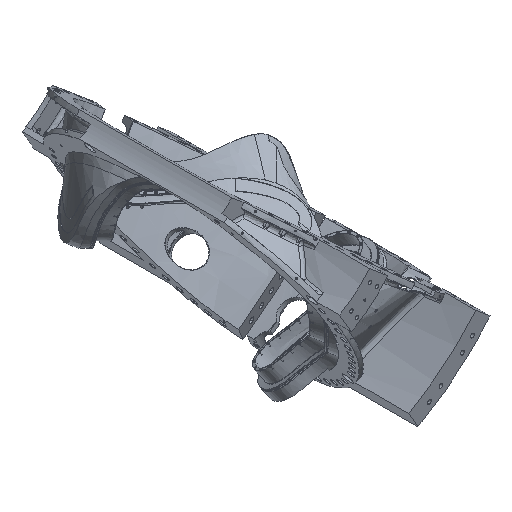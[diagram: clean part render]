
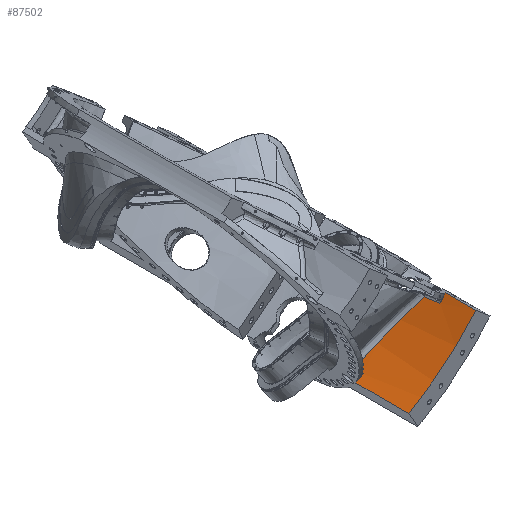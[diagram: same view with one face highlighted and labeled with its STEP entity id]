
A CAD part, isometric view. The second image highlights one B-rep face of the part: STEP entity #87502.
In plain terms, the highlighted cylindrical face has radius 1930.4 mm (diameter 3860.8 mm), a partial arc.
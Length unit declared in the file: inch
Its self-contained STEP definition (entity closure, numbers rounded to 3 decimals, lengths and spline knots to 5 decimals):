
#49636=CARTESIAN_POINT('Vertex',(38.28868,-47.1875,-65.81793)) ;
#49639=CARTESIAN_POINT('Line Origine',(38.28868,-39.3228,-65.81793)) ;
#49643=CARTESIAN_POINT('Vertex',(38.28868,-31.4581,-65.81793)) ;
#87144=CARTESIAN_POINT('Vertex',(58.22713,-47.1875,-49.18471)) ;
#87148=CARTESIAN_POINT('Control Point',(58.22713,-47.1875,-49.18471)) ;
#87149=CARTESIAN_POINT('Control Point',(54.99146,-47.1875,-52.99625)) ;
#87150=CARTESIAN_POINT('Control Point',(51.44237,-47.1875,-56.54171)) ;
#87151=CARTESIAN_POINT('Control Point',(47.60897,-47.1875,-59.78675)) ;
#87152=CARTESIAN_POINT('Control Point',(43.34742,-47.1875,-62.82943)) ;
#87153=CARTESIAN_POINT('Control Point',(38.85633,-47.1875,-65.48746)) ;
#87154=CARTESIAN_POINT('Control Point',(38.66751,-47.1875,-65.5983)) ;
#87155=CARTESIAN_POINT('Control Point',(38.47829,-47.1875,-65.70846)) ;
#87156=CARTESIAN_POINT('Control Point',(38.28868,-47.1875,-65.81793)) ;
#87407=CARTESIAN_POINT('Axis2P3D Location',(0.28868,-50.,0.)) ;
#87413=CARTESIAN_POINT('Control Point',(40.71215,-28.63854,-64.35793)) ;
#87414=CARTESIAN_POINT('Control Point',(40.68934,-28.87372,-64.37226)) ;
#87415=CARTESIAN_POINT('Control Point',(40.66657,-29.10791,-64.38654)) ;
#87416=CARTESIAN_POINT('Control Point',(40.64385,-29.34115,-64.40079)) ;
#87417=CARTESIAN_POINT('Control Point',(40.58765,-29.91662,-64.43598)) ;
#87418=CARTESIAN_POINT('Control Point',(40.53162,-30.48668,-64.47098)) ;
#87419=CARTESIAN_POINT('Control Point',(40.4989,-30.81808,-64.4914)) ;
#87420=CARTESIAN_POINT('Control Point',(40.46562,-31.15411,-64.51213)) ;
#87421=CARTESIAN_POINT('Control Point',(40.43248,-31.48783,-64.53274)) ;
#87422=CARTESIAN_POINT('Vertex',(40.71215,-28.63854,-64.35792)) ;
#87424=CARTESIAN_POINT('Vertex',(40.43248,-31.48783,-64.53274)) ;
#87428=CARTESIAN_POINT('Control Point',(40.43248,-31.48783,-64.53274)) ;
#87429=CARTESIAN_POINT('Control Point',(39.90245,-31.47299,-64.86246)) ;
#87430=CARTESIAN_POINT('Control Point',(39.36823,-31.46307,-65.18673)) ;
#87431=CARTESIAN_POINT('Control Point',(38.83018,-31.4581,-65.50529)) ;
#87432=CARTESIAN_POINT('Control Point',(38.28868,-31.4581,-65.81793)) ;
#87434=CARTESIAN_POINT('Line Origine',(58.22713,-50.,-49.18471)) ;
#87438=CARTESIAN_POINT('Vertex',(58.22713,-38.14605,-49.18471)) ;
#87442=CARTESIAN_POINT('Control Point',(58.22713,-38.14605,-49.18471)) ;
#87443=CARTESIAN_POINT('Control Point',(58.07966,-38.14702,-49.35842)) ;
#87444=CARTESIAN_POINT('Control Point',(57.93152,-38.14862,-49.53161)) ;
#87445=CARTESIAN_POINT('Control Point',(57.78271,-38.15085,-49.70427)) ;
#87446=CARTESIAN_POINT('Control Point',(57.54362,-38.15544,-49.97957)) ;
#87447=CARTESIAN_POINT('Control Point',(57.30284,-38.16165,-50.25349)) ;
#87448=CARTESIAN_POINT('Control Point',(57.21242,-38.1642,-50.35589)) ;
#87449=CARTESIAN_POINT('Control Point',(57.03114,-38.16975,-50.56026)) ;
#87450=CARTESIAN_POINT('Control Point',(56.84881,-38.17621,-50.76396)) ;
#87451=CARTESIAN_POINT('Control Point',(56.75732,-38.17967,-50.8657)) ;
#87452=CARTESIAN_POINT('Control Point',(56.66562,-38.18336,-50.96724)) ;
#87453=CARTESIAN_POINT('Control Point',(56.57367,-38.18727,-51.06857)) ;
#87454=CARTESIAN_POINT('Vertex',(56.57367,-38.18727,-51.06857)) ;
#87458=CARTESIAN_POINT('Control Point',(56.57367,-38.18727,-51.06857)) ;
#87459=CARTESIAN_POINT('Control Point',(56.48956,-37.11774,-51.16128)) ;
#87460=CARTESIAN_POINT('Control Point',(56.40666,-36.04442,-51.25223)) ;
#87461=CARTESIAN_POINT('Control Point',(56.32422,-34.96801,-51.34231)) ;
#87462=CARTESIAN_POINT('Control Point',(56.24344,-33.88772,-51.43018)) ;
#87463=CARTESIAN_POINT('Vertex',(56.24367,-33.88763,-51.42993)) ;
#87467=CARTESIAN_POINT('Control Point',(56.24344,-33.88772,-51.43018)) ;
#87468=CARTESIAN_POINT('Control Point',(55.57827,-33.48926,-52.15388)) ;
#87469=CARTESIAN_POINT('Control Point',(54.90009,-33.10752,-52.86824)) ;
#87470=CARTESIAN_POINT('Control Point',(54.20961,-32.74306,-53.57232)) ;
#87471=CARTESIAN_POINT('Control Point',(53.35935,-32.32334,-54.41158)) ;
#87472=CARTESIAN_POINT('Control Point',(52.49377,-31.93111,-55.23308)) ;
#87473=CARTESIAN_POINT('Control Point',(52.34154,-31.86319,-55.37657)) ;
#87474=CARTESIAN_POINT('Control Point',(51.63341,-31.55212,-56.03946)) ;
#87475=CARTESIAN_POINT('Control Point',(50.91467,-31.25901,-56.69109)) ;
#87476=CARTESIAN_POINT('Control Point',(50.34307,-31.0396,-57.19644)) ;
#87477=CARTESIAN_POINT('Control Point',(49.55079,-30.75371,-57.87937)) ;
#87478=CARTESIAN_POINT('Control Point',(48.74292,-30.48621,-58.55173)) ;
#87479=CARTESIAN_POINT('Control Point',(48.52468,-30.41564,-58.73166)) ;
#87480=CARTESIAN_POINT('Control Point',(47.75763,-30.17346,-59.35806)) ;
#87481=CARTESIAN_POINT('Control Point',(46.97642,-29.94717,-59.97511)) ;
#87482=CARTESIAN_POINT('Control Point',(46.41131,-29.79358,-60.41084)) ;
#87483=CARTESIAN_POINT('Control Point',(45.55196,-29.57485,-61.05746)) ;
#87484=CARTESIAN_POINT('Control Point',(44.67566,-29.37349,-61.69272)) ;
#87485=CARTESIAN_POINT('Control Point',(44.38047,-29.30802,-61.90405)) ;
#87486=CARTESIAN_POINT('Control Point',(43.48761,-29.11696,-62.5352)) ;
#87487=CARTESIAN_POINT('Control Point',(42.57807,-28.94297,-63.15394)) ;
#87488=CARTESIAN_POINT('Control Point',(41.96304,-28.83419,-63.56153)) ;
#87489=CARTESIAN_POINT('Control Point',(41.34104,-28.73277,-63.96292)) ;
#87490=CARTESIAN_POINT('Control Point',(40.71215,-28.63854,-64.35793)) ;
#49640=DIRECTION('Vector Direction',(0.,0.039,0.)) ;
#87408=DIRECTION('Axis2P3D Direction',(0.,0.039,0.)) ;
#87409=DIRECTION('Axis2P3D XDirection',(0.,0.,0.039)) ;
#87435=DIRECTION('Vector Direction',(0.,0.039,0.)) ;
#87410=AXIS2_PLACEMENT_3D('Cylinder Axis2P3D',#87407,#87408,#87409) ;
#87493=ORIENTED_EDGE('',*,*,#87426,.T.) ;
#87494=ORIENTED_EDGE('',*,*,#87433,.T.) ;
#87495=ORIENTED_EDGE('',*,*,#49645,.F.) ;
#87496=ORIENTED_EDGE('',*,*,#87157,.F.) ;
#87497=ORIENTED_EDGE('',*,*,#87440,.T.) ;
#87498=ORIENTED_EDGE('',*,*,#87456,.T.) ;
#87499=ORIENTED_EDGE('',*,*,#87465,.T.) ;
#87500=ORIENTED_EDGE('',*,*,#87491,.T.) ;
#49641=VECTOR('Line Direction',#49640,0.03937) ;
#87436=VECTOR('Line Direction',#87435,0.03937) ;
#87502=ADVANCED_FACE('',(#87501),#87411,.F.) ;
#87147=B_SPLINE_CURVE_WITH_KNOTS('',5,(#87148,#87149,#87150,#87151,#87152,#87153,#87154,#87155,#87156),.UNSPECIFIED.,.F.,.U.,(6,3,6),(0.,897.9772,937.30109),.UNSPECIFIED.) ;
#87412=B_SPLINE_CURVE_WITH_KNOTS('',5,(#87413,#87414,#87415,#87416,#87417,#87418,#87419,#87420,#87421),.UNSPECIFIED.,.F.,.U.,(6,3,6),(0.,41.69568,103.28622),.UNSPECIFIED.) ;
#87427=B_SPLINE_CURVE_WITH_KNOTS('',4,(#87428,#87429,#87430,#87431,#87432),.UNSPECIFIED.,.F.,.U.,(5,5),(0.,89.79819),.UNSPECIFIED.) ;
#87441=B_SPLINE_CURVE_WITH_KNOTS('',5,(#87442,#87443,#87444,#87445,#87446,#87447,#87448,#87449,#87450,#87451,#87452,#87453),.UNSPECIFIED.,.F.,.U.,(6,3,3,6),(0.,40.95826,65.51849,90.07871),.UNSPECIFIED.) ;
#87457=B_SPLINE_CURVE_WITH_KNOTS('',4,(#87458,#87459,#87460,#87461,#87462),.UNSPECIFIED.,.F.,.U.,(5,5),(0.,155.44363),.UNSPECIFIED.) ;
#87466=B_SPLINE_CURVE_WITH_KNOTS('',5,(#87467,#87468,#87469,#87470,#87471,#87472,#87473,#87474,#87475,#87476,#87477,#87478,#87479,#87480,#87481,#87482,#87483,#87484,#87485,#87486,#87487,#87488,#87489,#87490),.UNSPECIFIED.,.F.,.U.,(6,3,3,3,3,3,3,6),(0.,186.24741,225.59508,369.66063,422.6291,554.77514,621.01923,754.34948),.UNSPECIFIED.) ;
#87411=CYLINDRICAL_SURFACE('generated cylinder',#87410,76.) ;
#49645=EDGE_CURVE('',#49637,#49644,#49642,.T.) ;
#87157=EDGE_CURVE('',#87145,#49637,#87147,.T.) ;
#87426=EDGE_CURVE('',#87423,#87425,#87412,.T.) ;
#87433=EDGE_CURVE('',#87425,#49644,#87427,.T.) ;
#87440=EDGE_CURVE('',#87145,#87439,#87437,.T.) ;
#87456=EDGE_CURVE('',#87439,#87455,#87441,.T.) ;
#87465=EDGE_CURVE('',#87455,#87464,#87457,.T.) ;
#87491=EDGE_CURVE('',#87464,#87423,#87466,.T.) ;
#87492=EDGE_LOOP('',(#87493,#87494,#87495,#87496,#87497,#87498,#87499,#87500)) ;
#87501=FACE_OUTER_BOUND('',#87492,.T.) ;
#49642=LINE('Line',#49639,#49641) ;
#87437=LINE('Line',#87434,#87436) ;
#49637=VERTEX_POINT('',#49636) ;
#49644=VERTEX_POINT('',#49643) ;
#87145=VERTEX_POINT('',#87144) ;
#87423=VERTEX_POINT('',#87422) ;
#87425=VERTEX_POINT('',#87424) ;
#87439=VERTEX_POINT('',#87438) ;
#87455=VERTEX_POINT('',#87454) ;
#87464=VERTEX_POINT('',#87463) ;
